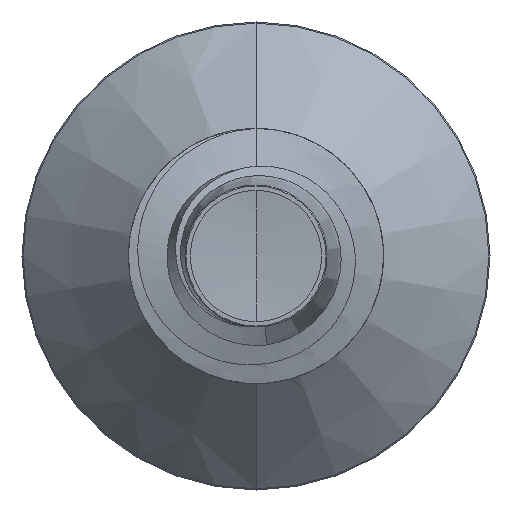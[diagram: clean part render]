
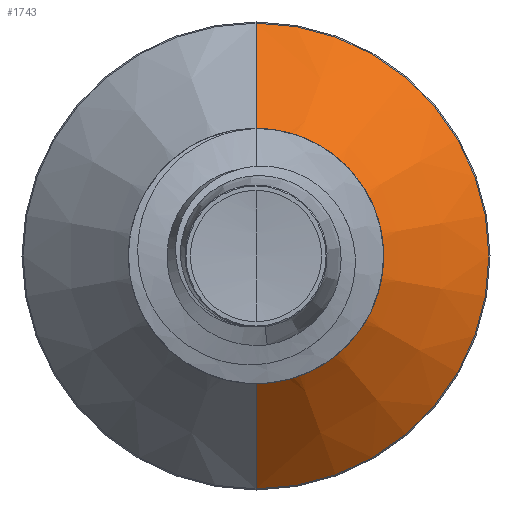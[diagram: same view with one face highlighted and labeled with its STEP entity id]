
A CAD part, front view. The second image highlights one B-rep face of the part: STEP entity #1743.
In plain terms, the highlighted conical face has half-angle 45 degrees and reference radius 1.165 mm.
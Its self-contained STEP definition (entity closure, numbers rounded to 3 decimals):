
#528 = CARTESIAN_POINT ( 'NONE',  ( 0., 6.365, 0. ) ) ;
#1047 = CIRCLE ( 'NONE', #13911, 1.165 ) ;
#1159 = CARTESIAN_POINT ( 'NONE',  ( 0., 7.937, 2.737 ) ) ;
#1394 = DIRECTION ( 'NONE',  ( 0., 0.707, 0.707 ) ) ;
#1593 = LINE ( 'NONE', #12856, #1955 ) ;
#1694 = DIRECTION ( 'NONE',  ( 0., 0., 1. ) ) ;
#1743 = ADVANCED_FACE ( 'NONE', ( #3071 ), #14716, .T. ) ;
#1955 = VECTOR ( 'NONE', #4732, 1000. ) ;
#2089 = CARTESIAN_POINT ( 'NONE',  ( 0., 6.365, -1.165 ) ) ;
#3071 = FACE_OUTER_BOUND ( 'NONE', #10194, .T. ) ;
#3164 = EDGE_CURVE ( 'NONE', #8749, #11094, #12920, .T. ) ;
#3219 = VECTOR ( 'NONE', #1394, 1000. ) ;
#3673 = AXIS2_PLACEMENT_3D ( 'NONE', #4718, #4740, #4773 ) ;
#3939 = AXIS2_PLACEMENT_3D ( 'NONE', #8378, #8440, #8367 ) ;
#4718 = CARTESIAN_POINT ( 'NONE',  ( 0., 7.937, 0. ) ) ;
#4732 = DIRECTION ( 'NONE',  ( 0., 0.707, -0.707 ) ) ;
#4740 = DIRECTION ( 'NONE',  ( 0., 1., 0. ) ) ;
#4773 = DIRECTION ( 'NONE',  ( 0., 0., 1. ) ) ;
#4788 = ORIENTED_EDGE ( 'NONE', *, *, #11599, .F. ) ;
#5118 = VERTEX_POINT ( 'NONE', #6444 ) ;
#6284 = LINE ( 'NONE', #8346, #3219 ) ;
#6444 = CARTESIAN_POINT ( 'NONE',  ( 0., 6.365, 1.165 ) ) ;
#7105 = EDGE_CURVE ( 'NONE', #11105, #11094, #1593, .T. ) ;
#7449 = ORIENTED_EDGE ( 'NONE', *, *, #9317, .T. ) ;
#8346 = CARTESIAN_POINT ( 'NONE',  ( 0., 6.365, 1.165 ) ) ;
#8367 = DIRECTION ( 'NONE',  ( 0., 0., 1. ) ) ;
#8378 = CARTESIAN_POINT ( 'NONE',  ( 0., 6.365, 0. ) ) ;
#8440 = DIRECTION ( 'NONE',  ( 0., 1., 0. ) ) ;
#8640 = DIRECTION ( 'NONE',  ( 0., 1., 0. ) ) ;
#8749 = VERTEX_POINT ( 'NONE', #1159 ) ;
#9317 = EDGE_CURVE ( 'NONE', #5118, #11105, #1047, .T. ) ;
#9486 = ORIENTED_EDGE ( 'NONE', *, *, #7105, .T. ) ;
#10194 = EDGE_LOOP ( 'NONE', ( #7449, #9486, #12898, #4788 ) ) ;
#11094 = VERTEX_POINT ( 'NONE', #13503 ) ;
#11105 = VERTEX_POINT ( 'NONE', #2089 ) ;
#11599 = EDGE_CURVE ( 'NONE', #5118, #8749, #6284, .T. ) ;
#12856 = CARTESIAN_POINT ( 'NONE',  ( 0., 6.365, -1.165 ) ) ;
#12898 = ORIENTED_EDGE ( 'NONE', *, *, #3164, .F. ) ;
#12920 = CIRCLE ( 'NONE', #3673, 2.737 ) ;
#13503 = CARTESIAN_POINT ( 'NONE',  ( 0., 7.937, -2.737 ) ) ;
#13911 = AXIS2_PLACEMENT_3D ( 'NONE', #528, #8640, #1694 ) ;
#14716 = CONICAL_SURFACE ( 'NONE', #3939, 1.165, 0.785 ) ;
